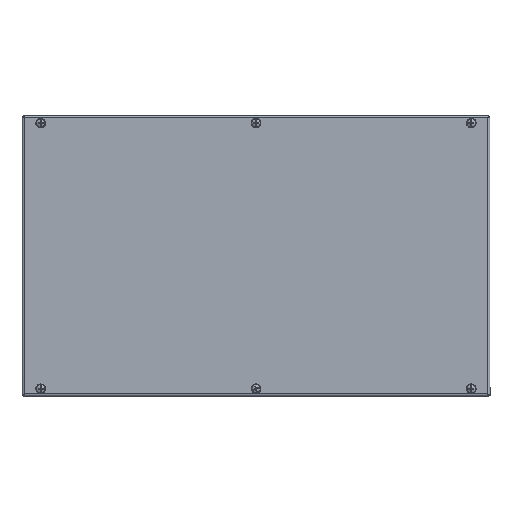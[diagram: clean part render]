
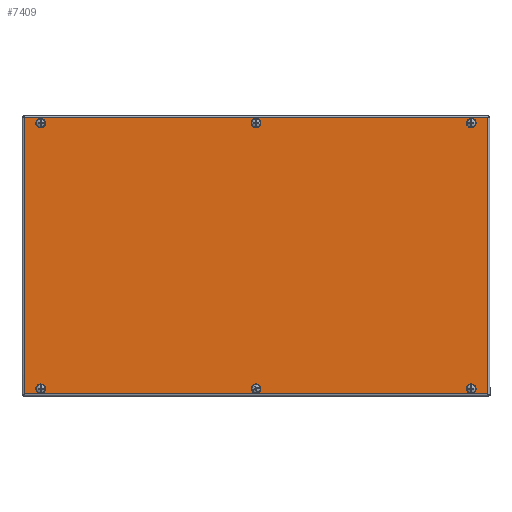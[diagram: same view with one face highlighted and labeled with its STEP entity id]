
A CAD part, top view. The second image highlights one B-rep face of the part: STEP entity #7409.
In plain terms, the highlighted face is planar.
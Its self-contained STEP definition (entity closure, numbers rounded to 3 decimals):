
#516=LINE('',#11065,#1051);
#517=LINE('',#11067,#1052);
#518=LINE('',#11069,#1053);
#519=LINE('',#11070,#1054);
#1051=VECTOR('',#8929,1000.);
#1052=VECTOR('',#8930,1000.);
#1053=VECTOR('',#8931,1000.);
#1054=VECTOR('',#8932,1000.);
#1566=PLANE('',#7972);
#1990=FACE_BOUND('',#2699,.T.);
#1991=FACE_BOUND('',#2700,.T.);
#1992=FACE_BOUND('',#2701,.T.);
#1993=FACE_BOUND('',#2702,.T.);
#1994=FACE_BOUND('',#2703,.T.);
#1995=FACE_BOUND('',#2704,.T.);
#2170=FACE_OUTER_BOUND('',#2698,.T.);
#2698=EDGE_LOOP('',(#5447,#5448,#5449,#5450));
#2699=EDGE_LOOP('',(#5451));
#2700=EDGE_LOOP('',(#5452));
#2701=EDGE_LOOP('',(#5453));
#2702=EDGE_LOOP('',(#5454));
#2703=EDGE_LOOP('',(#5455));
#2704=EDGE_LOOP('',(#5456));
#3322=CIRCLE('',#7955,4.);
#3324=CIRCLE('',#7958,4.);
#3326=CIRCLE('',#7961,4.);
#3328=CIRCLE('',#7964,4.);
#3330=CIRCLE('',#7967,4.);
#3332=CIRCLE('',#7970,4.);
#3653=VERTEX_POINT('',#11026);
#3655=VERTEX_POINT('',#11031);
#3657=VERTEX_POINT('',#11036);
#3659=VERTEX_POINT('',#11041);
#3661=VERTEX_POINT('',#11046);
#3663=VERTEX_POINT('',#11051);
#3668=VERTEX_POINT('',#11063);
#3669=VERTEX_POINT('',#11064);
#3670=VERTEX_POINT('',#11066);
#3671=VERTEX_POINT('',#11068);
#4315=EDGE_CURVE('',#3653,#3653,#3322,.T.);
#4317=EDGE_CURVE('',#3655,#3655,#3324,.T.);
#4319=EDGE_CURVE('',#3657,#3657,#3326,.T.);
#4321=EDGE_CURVE('',#3659,#3659,#3328,.T.);
#4323=EDGE_CURVE('',#3661,#3661,#3330,.T.);
#4325=EDGE_CURVE('',#3663,#3663,#3332,.T.);
#4330=EDGE_CURVE('',#3668,#3669,#516,.T.);
#4331=EDGE_CURVE('',#3669,#3670,#517,.T.);
#4332=EDGE_CURVE('',#3670,#3671,#518,.T.);
#4333=EDGE_CURVE('',#3671,#3668,#519,.T.);
#5447=ORIENTED_EDGE('',*,*,#4330,.T.);
#5448=ORIENTED_EDGE('',*,*,#4331,.T.);
#5449=ORIENTED_EDGE('',*,*,#4332,.T.);
#5450=ORIENTED_EDGE('',*,*,#4333,.T.);
#5451=ORIENTED_EDGE('',*,*,#4315,.F.);
#5452=ORIENTED_EDGE('',*,*,#4317,.F.);
#5453=ORIENTED_EDGE('',*,*,#4319,.F.);
#5454=ORIENTED_EDGE('',*,*,#4321,.F.);
#5455=ORIENTED_EDGE('',*,*,#4323,.F.);
#5456=ORIENTED_EDGE('',*,*,#4325,.F.);
#7409=ADVANCED_FACE('',(#2170,#1990,#1991,#1992,#1993,#1994,#1995),#1566,
 .F.);
#7955=AXIS2_PLACEMENT_3D('',#11027,#8889,#8890);
#7958=AXIS2_PLACEMENT_3D('',#11032,#8895,#8896);
#7961=AXIS2_PLACEMENT_3D('',#11037,#8901,#8902);
#7964=AXIS2_PLACEMENT_3D('',#11042,#8907,#8908);
#7967=AXIS2_PLACEMENT_3D('',#11047,#8913,#8914);
#7970=AXIS2_PLACEMENT_3D('',#11052,#8919,#8920);
#7972=AXIS2_PLACEMENT_3D('',#11062,#8927,#8928);
#8889=DIRECTION('center_axis',(0.,0.,-1.));
#8890=DIRECTION('ref_axis',(-1.,0.,0.));
#8895=DIRECTION('center_axis',(0.,0.,-1.));
#8896=DIRECTION('ref_axis',(-1.,0.,0.));
#8901=DIRECTION('center_axis',(0.,0.,-1.));
#8902=DIRECTION('ref_axis',(1.,0.,0.));
#8907=DIRECTION('center_axis',(0.,0.,-1.));
#8908=DIRECTION('ref_axis',(-1.,0.,0.));
#8913=DIRECTION('center_axis',(0.,0.,-1.));
#8914=DIRECTION('ref_axis',(1.,0.,0.));
#8919=DIRECTION('center_axis',(0.,0.,-1.));
#8920=DIRECTION('ref_axis',(-1.,0.,0.));
#8927=DIRECTION('center_axis',(0.,0.,1.));
#8928=DIRECTION('ref_axis',(1.,0.,0.));
#8929=DIRECTION('',(-1.,0.,0.));
#8930=DIRECTION('',(0.,1.,0.));
#8931=DIRECTION('',(1.,0.,0.));
#8932=DIRECTION('',(0.,-1.,0.));
#11026=CARTESIAN_POINT('',(-4.,-142.,0.));
#11027=CARTESIAN_POINT('Origin',(0.,-142.,0.));
#11031=CARTESIAN_POINT('',(-4.,142.,0.));
#11032=CARTESIAN_POINT('Origin',(0.,142.,0.));
#11036=CARTESIAN_POINT('',(226.,-142.,0.));
#11037=CARTESIAN_POINT('Origin',(230.,-142.,0.));
#11041=CARTESIAN_POINT('',(-234.,-142.,0.));
#11042=CARTESIAN_POINT('Origin',(-230.,-142.,0.));
#11046=CARTESIAN_POINT('',(-234.,142.,0.));
#11047=CARTESIAN_POINT('Origin',(-230.,142.,0.));
#11051=CARTESIAN_POINT('',(226.,142.,0.));
#11052=CARTESIAN_POINT('Origin',(230.,142.,0.));
#11062=CARTESIAN_POINT('Origin',(-250.,150.,0.));
#11063=CARTESIAN_POINT('',(247.5,-147.5,0.));
#11064=CARTESIAN_POINT('',(-247.5,-147.5,0.));
#11065=CARTESIAN_POINT('',(248.743,-147.5,0.));
#11066=CARTESIAN_POINT('',(-247.5,147.5,0.));
#11067=CARTESIAN_POINT('',(-247.5,-148.743,0.));
#11068=CARTESIAN_POINT('',(247.5,147.5,0.));
#11069=CARTESIAN_POINT('',(-248.743,147.5,0.));
#11070=CARTESIAN_POINT('',(247.5,148.743,0.));
